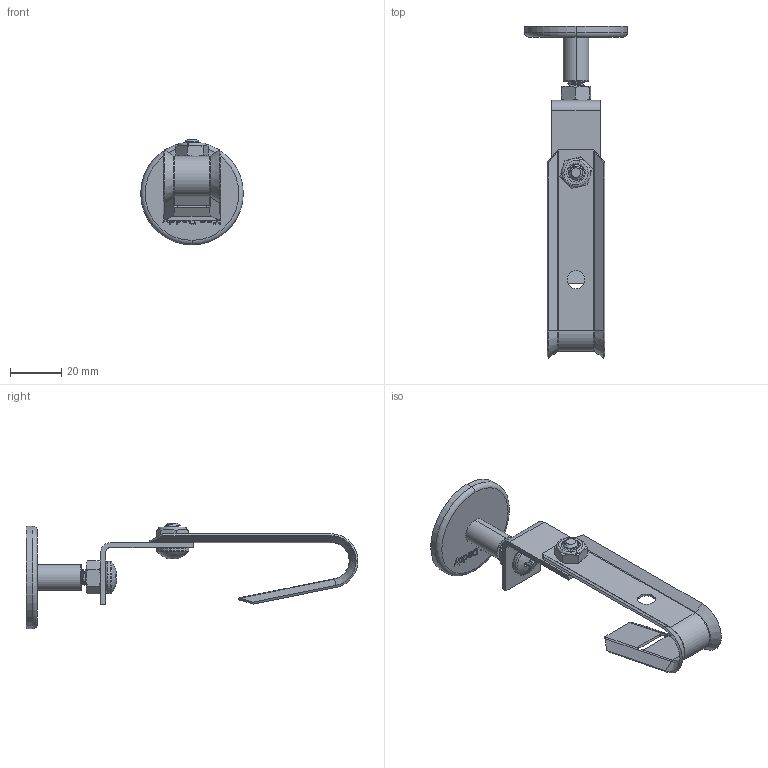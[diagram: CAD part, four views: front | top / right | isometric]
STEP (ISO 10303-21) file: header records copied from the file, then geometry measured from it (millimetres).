
FILE_DESCRIPTION (( 'STEP AP203' ), '1' );
FILE_NAME ('JH12MT.STEP', '2022-11-15T20:34:22', ( '' ), ( '' ), 'SwSTEP 2.0', 'SolidWorks 2021', '' );
FILE_SCHEMA (( 'CONFIG_CONTROL_DESIGN' ));
Length unit declared in the file: inch
Products named in the file (10): .25-20 Zinc-Plated Steel Thin Nylon-Insert Locknut_.25-20 LOCKNUT; MOUNTING BRACKET; MAG4TF; .25-20 X 1 PHPS_.25-20 X 1 PHPS; JH12MT; .25-20 X .375 Zinc-Plated Steel Pan Head Phillips Screw_.25 X .375 PHPS; .25-20 18-8 Stainless Steel Finished Hex Nut_.25-20 SS HEX NUT; JH12; MAGNET CUP 40mm; MAGNET
Assembly tree (9 placements, depth 3):
  JH12MT
    .25-20 X 1 PHPS_.25-20 X 1 PHPS
    .25-20 18-8 Stainless Steel Finished Hex Nut_.25-20 SS HEX NUT
    MAG4TF
      MAGNET CUP 40mm
      MAGNET
    JH12
    MOUNTING BRACKET
    .25-20 X .375 Zinc-Plated Steel Pan Head Phillips Screw_.25 X .375 PHPS
    .25-20 Zinc-Plated Steel Thin Nylon-Insert Locknut_.25-20 LOCKNUT
Bounding box: 40 x 129.25 x 41.13 mm (x, y, z)
Volume: 13020.4 mm3; surface area: 17823.1 mm2
Topology: 9 solids, 9 shells, 561 faces, 1464 edges, 938 vertices
Faces by surface type: cylinder 193, plane 174, cone 83, bspline 79, torus 28, sphere 4
Entity records: 25642 total; most frequent: CARTESIAN_POINT 12169, ORIENTED_EDGE 2924, DIRECTION 2180, EDGE_CURVE 1462, VERTEX_POINT 938, AXIS2_PLACEMENT_3D 778, LINE 624, VECTOR 624
